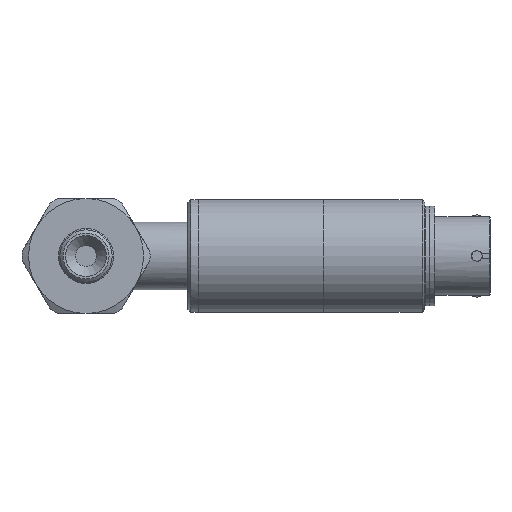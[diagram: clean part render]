
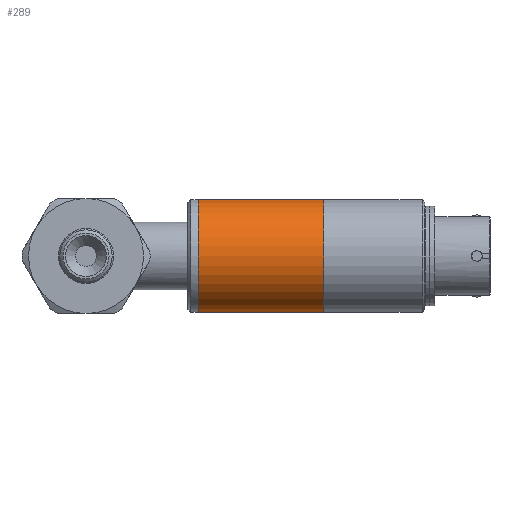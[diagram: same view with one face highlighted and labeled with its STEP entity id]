
A CAD part, front view. The second image highlights one B-rep face of the part: STEP entity #289.
In plain terms, the highlighted cylindrical face has radius 10.8 mm (diameter 21.6 mm), a full revolution.
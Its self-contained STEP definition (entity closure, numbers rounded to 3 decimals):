
#91 = EDGE_CURVE ( 'NONE', #4642, #4642, #5429, .T. ) ;
#243 = EDGE_CURVE ( 'NONE', #4181, #4181, #9985, .T. ) ;
#289 = ADVANCED_FACE ( 'NONE', ( #2863, #1013 ), #4975, .T. ) ;
#1013 = FACE_OUTER_BOUND ( 'NONE', #8730, .T. ) ;
#1491 = DIRECTION ( 'NONE',  ( 0., -1., 0. ) ) ;
#1780 = EDGE_LOOP ( 'NONE', ( #4133 ) ) ;
#2253 = DIRECTION ( 'NONE',  ( -1., 0., 0. ) ) ;
#2276 = CARTESIAN_POINT ( 'NONE',  ( 33., 0., 0. ) ) ;
#2863 = FACE_OUTER_BOUND ( 'NONE', #1780, .T. ) ;
#3397 = CARTESIAN_POINT ( 'NONE',  ( 45.5, 0., -10.8 ) ) ;
#3427 = DIRECTION ( 'NONE',  ( 0., -1., 0. ) ) ;
#3442 = ORIENTED_EDGE ( 'NONE', *, *, #91, .F. ) ;
#3470 = DIRECTION ( 'NONE',  ( -1., 0., 0. ) ) ;
#3485 = CARTESIAN_POINT ( 'NONE',  ( 21.5, 0., 0. ) ) ;
#4133 = ORIENTED_EDGE ( 'NONE', *, *, #243, .F. ) ;
#4181 = VERTEX_POINT ( 'NONE', #7332 ) ;
#4642 = VERTEX_POINT ( 'NONE', #3397 ) ;
#4975 = CYLINDRICAL_SURFACE ( 'NONE', #8292, 10.8 ) ;
#5429 = CIRCLE ( 'NONE', #9326, 10.8 ) ;
#7332 = CARTESIAN_POINT ( 'NONE',  ( 21.5, -10.8, 0. ) ) ;
#8292 = AXIS2_PLACEMENT_3D ( 'NONE', #2276, #2253, #1491 ) ;
#8557 = AXIS2_PLACEMENT_3D ( 'NONE', #3485, #3470, #3427 ) ;
#8730 = EDGE_LOOP ( 'NONE', ( #3442 ) ) ;
#9326 = AXIS2_PLACEMENT_3D ( 'NONE', #9496, #9488, #9456 ) ;
#9456 = DIRECTION ( 'NONE',  ( 0., 0., -1. ) ) ;
#9488 = DIRECTION ( 'NONE',  ( 1., 0., 0. ) ) ;
#9496 = CARTESIAN_POINT ( 'NONE',  ( 45.5, 0., 0. ) ) ;
#9985 = CIRCLE ( 'NONE', #8557, 10.8 ) ;
